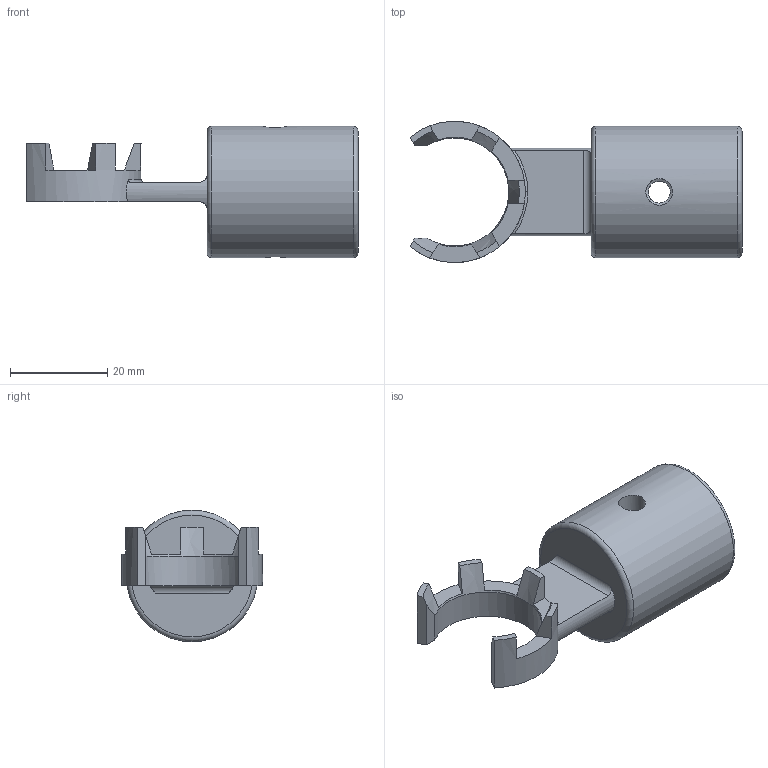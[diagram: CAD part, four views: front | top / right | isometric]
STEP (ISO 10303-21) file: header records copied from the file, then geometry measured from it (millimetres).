
FILE_DESCRIPTION(/* description */ ('Alibre Inc.'),/* implementation_level */ '2;1');
FILE_NAME(/* name */ 'export-146A5BAF-FDEA-4E9C-A56D-F2CDF4E86751',/* time_stamp */ '2023-11-30T20:50:19+01:00',/* author */ (''),/* organization */ (''),/* preprocessor_version */ 'ST-DEVELOPER v17',/* originating_system */ 'Alibre',/* authorisation */ '');
FILE_SCHEMA (('AUTOMOTIVE_DESIGN'));
Length unit declared in the file: millimetre
Products named in the file (1): 1
Bounding box: 68.19 x 28.98 x 27 mm (x, y, z)
Volume: 14685.2 mm3; surface area: 7047 mm2
Topology: 1 solids, 1 shells, 45 faces, 127 edges, 84 vertices
Faces by surface type: plane 25, cylinder 11, cone 5, torus 4
Full cylindrical faces by diameter (mm): 4.5 x1, 5.5 x2, 16 x1, 27 x1
Entity records: 1808 total; most frequent: CARTESIAN_POINT 621, ORIENTED_EDGE 252, DIRECTION 199, EDGE_CURVE 126, AXIS2_PLACEMENT_3D 87, VERTEX_POINT 84, VECTOR 54, LINE 54
